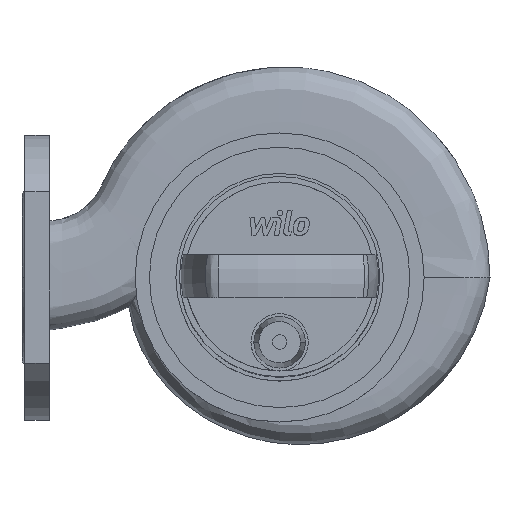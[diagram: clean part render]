
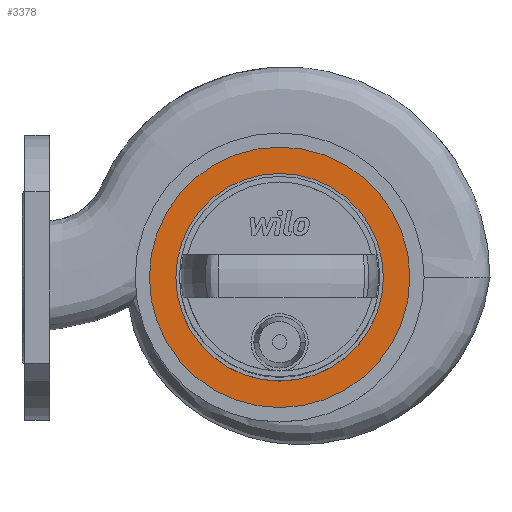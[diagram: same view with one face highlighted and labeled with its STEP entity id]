
A CAD part, top view. The second image highlights one B-rep face of the part: STEP entity #3378.
In plain terms, the highlighted planar face has unit normal (0, 0, 1).
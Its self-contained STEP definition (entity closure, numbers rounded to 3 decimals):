
#3217=CARTESIAN_POINT('',(271.0,0.,122.));
#3218=VERTEX_POINT('',#3217);
#3234=CARTESIAN_POINT('',(89.,0.,122.));
#3235=VERTEX_POINT('',#3234);
#3242=CARTESIAN_POINT('',(180.0,0.0,122.));
#3243=DIRECTION('',(0.0,0.0,-1.0));
#3244=DIRECTION('',(1.0,0.0,0.0));
#3245=AXIS2_PLACEMENT_3D('',#3242,#3243,#3244);
#3246=CIRCLE('',#3245,91.);
#3247=EDGE_CURVE('',#3235,#3218,#3246,.T.);
#3363=CARTESIAN_POINT('',(225.5,0.,122.));
#3364=DIRECTION('',(0.0,0.0,1.0));
#3365=DIRECTION('',(-1.0,0.0,0.0));
#3366=AXIS2_PLACEMENT_3D('',#3363,#3364,#3365);
#3367=PLANE('',#3366);
#3368=CARTESIAN_POINT('',(180.0,0.0,122.));
#3369=DIRECTION('',(0.0,0.0,-1.0));
#3370=DIRECTION('',(1.0,0.0,0.0));
#3371=AXIS2_PLACEMENT_3D('',#3368,#3369,#3370);
#3372=CIRCLE('',#3371,91.);
#3373=EDGE_CURVE('',#3218,#3235,#3372,.T.);
#3374=ORIENTED_EDGE('',*,*,#3373,.F.);
#3375=ORIENTED_EDGE('',*,*,#3247,.F.);
#3376=EDGE_LOOP('',(#3374,#3375));
#3377=FACE_OUTER_BOUND('',#3376,.T.);
#3378=ADVANCED_FACE('',(#3377),#3367,.T.);
